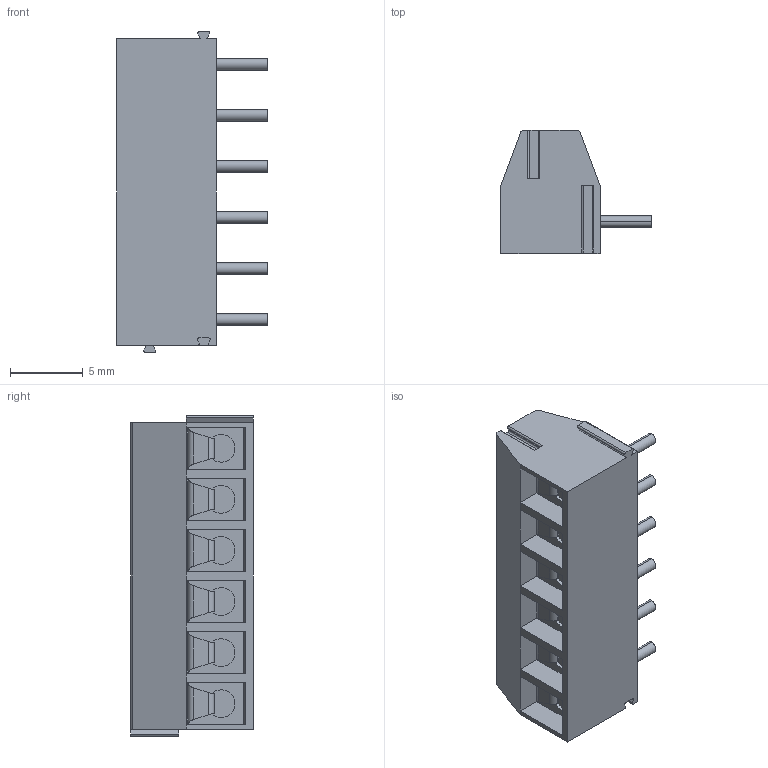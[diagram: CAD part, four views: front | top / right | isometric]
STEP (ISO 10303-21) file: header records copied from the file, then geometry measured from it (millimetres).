
FILE_DESCRIPTION((''),'2;1');
FILE_NAME('TL001R','2024-10-31T',('yanfa'),(''),'PRO/ENGINEER BY PARAMETRIC TECHNOLOGY CORPORATION, 2009280','PRO/ENGINEER BY PARAMETRIC TECHNOLOGY CORPORATION, 2009280','');
FILE_SCHEMA(('AUTOMOTIVE_DESIGN_CC2 { 1 2 10303 214 -1 1 5 2 }'));
Length unit declared in the file: millimetre
Products named in the file (1): TL001R
Bounding box: 10.3 x 8.4 x 21.96 mm (x, y, z)
Volume: 945 mm3; surface area: 1046.5 mm2
Topology: 1 solids, 1 shells, 284 faces, 786 edges, 516 vertices
Faces by surface type: plane 174, cylinder 98, torus 12
Entity records: 9380 total; most frequent: CARTESIAN_POINT 2080, ORIENTED_EDGE 1572, DIRECTION 1454, EDGE_CURVE 786, VERTEX_POINT 516, VECTOR 494, LINE 494, AXIS2_PLACEMENT_3D 480
